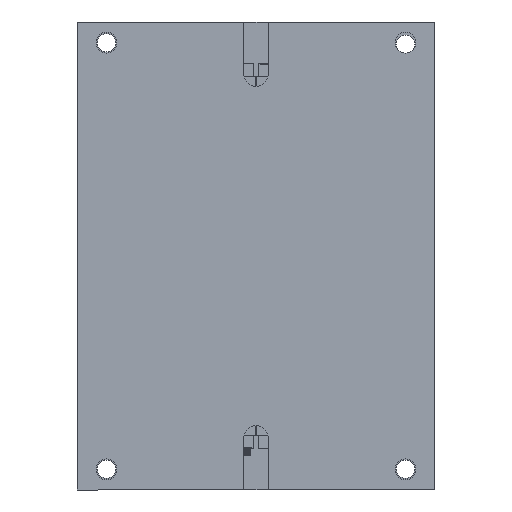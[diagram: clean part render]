
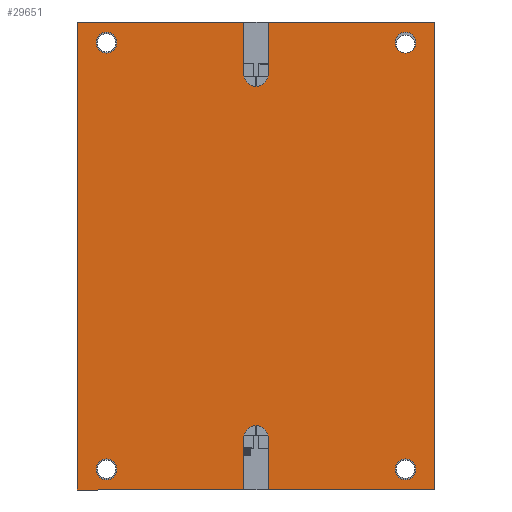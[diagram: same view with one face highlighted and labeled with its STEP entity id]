
A CAD part, front view. The second image highlights one B-rep face of the part: STEP entity #29651.
In plain terms, the highlighted face is planar.
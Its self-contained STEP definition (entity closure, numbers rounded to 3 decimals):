
#1879=FACE_BOUND('',#4153,.T.);
#1880=FACE_BOUND('',#4154,.T.);
#1881=FACE_BOUND('',#4155,.T.);
#1882=FACE_BOUND('',#4156,.T.);
#2089=CIRCLE('',#31406,1.5);
#2091=CIRCLE('',#31411,1.5);
#2093=CIRCLE('',#31418,1.25);
#2094=CIRCLE('',#31419,1.25);
#2095=CIRCLE('',#31420,1.25);
#2096=CIRCLE('',#31421,1.25);
#2604=FACE_OUTER_BOUND('',#4152,.T.);
#4152=EDGE_LOOP('',(#20124,#20125,#20126,#20127,#20128,#20129,#20130,#20131,
#20132,#20133,#20134,#20135));
#4153=EDGE_LOOP('',(#20136));
#4154=EDGE_LOOP('',(#20137));
#4155=EDGE_LOOP('',(#20138));
#4156=EDGE_LOOP('',(#20139));
#5900=LINE('',#42125,#9620);
#5904=LINE('',#42134,#9624);
#5908=LINE('',#42146,#9628);
#5912=LINE('',#42155,#9632);
#5918=LINE('',#42169,#9638);
#5919=LINE('',#42172,#9639);
#5924=LINE('',#42181,#9644);
#5925=LINE('',#42184,#9645);
#5928=LINE('',#42189,#9648);
#5929=LINE('',#42190,#9649);
#9620=VECTOR('',#33740,10.);
#9624=VECTOR('',#33746,10.);
#9628=VECTOR('',#33758,10.);
#9632=VECTOR('',#33764,10.);
#9638=VECTOR('',#33778,1.);
#9639=VECTOR('',#33781,1.);
#9644=VECTOR('',#33788,1.);
#9645=VECTOR('',#33791,1.);
#9648=VECTOR('',#33796,1.);
#9649=VECTOR('',#33797,1.);
#13340=VERTEX_POINT('',#42123);
#13341=VERTEX_POINT('',#42124);
#13344=VERTEX_POINT('',#42132);
#13345=VERTEX_POINT('',#42133);
#13348=VERTEX_POINT('',#42144);
#13349=VERTEX_POINT('',#42145);
#13352=VERTEX_POINT('',#42153);
#13353=VERTEX_POINT('',#42154);
#13357=VERTEX_POINT('',#42167);
#13358=VERTEX_POINT('',#42171);
#13361=VERTEX_POINT('',#42179);
#13362=VERTEX_POINT('',#42183);
#13364=VERTEX_POINT('',#42191);
#13365=VERTEX_POINT('',#42193);
#13366=VERTEX_POINT('',#42195);
#13367=VERTEX_POINT('',#42197);
#15990=EDGE_CURVE('',#13340,#13341,#5900,.T.);
#15994=EDGE_CURVE('',#13344,#13345,#5904,.T.);
#15998=EDGE_CURVE('',#13345,#13340,#2089,.T.);
#16000=EDGE_CURVE('',#13348,#13349,#5908,.T.);
#16004=EDGE_CURVE('',#13352,#13353,#5912,.T.);
#16008=EDGE_CURVE('',#13353,#13348,#2091,.T.);
#16012=EDGE_CURVE('',#13357,#13341,#5918,.T.);
#16013=EDGE_CURVE('',#13344,#13358,#5919,.T.);
#16018=EDGE_CURVE('',#13361,#13349,#5924,.T.);
#16019=EDGE_CURVE('',#13352,#13362,#5925,.T.);
#16022=EDGE_CURVE('',#13362,#13357,#5928,.T.);
#16023=EDGE_CURVE('',#13358,#13361,#5929,.T.);
#16024=EDGE_CURVE('',#13364,#13364,#2093,.T.);
#16025=EDGE_CURVE('',#13365,#13365,#2094,.T.);
#16026=EDGE_CURVE('',#13366,#13366,#2095,.T.);
#16027=EDGE_CURVE('',#13367,#13367,#2096,.T.);
#20124=ORIENTED_EDGE('',*,*,#15994,.T.);
#20125=ORIENTED_EDGE('',*,*,#15998,.T.);
#20126=ORIENTED_EDGE('',*,*,#15990,.T.);
#20127=ORIENTED_EDGE('',*,*,#16012,.F.);
#20128=ORIENTED_EDGE('',*,*,#16022,.F.);
#20129=ORIENTED_EDGE('',*,*,#16019,.F.);
#20130=ORIENTED_EDGE('',*,*,#16004,.T.);
#20131=ORIENTED_EDGE('',*,*,#16008,.T.);
#20132=ORIENTED_EDGE('',*,*,#16000,.T.);
#20133=ORIENTED_EDGE('',*,*,#16018,.F.);
#20134=ORIENTED_EDGE('',*,*,#16023,.F.);
#20135=ORIENTED_EDGE('',*,*,#16013,.F.);
#20136=ORIENTED_EDGE('',*,*,#16024,.F.);
#20137=ORIENTED_EDGE('',*,*,#16025,.F.);
#20138=ORIENTED_EDGE('',*,*,#16026,.F.);
#20139=ORIENTED_EDGE('',*,*,#16027,.F.);
#28280=PLANE('',#31417);
#29651=ADVANCED_FACE('',(#2604,#1879,#1880,#1881,#1882),#28280,.T.);
#31406=AXIS2_PLACEMENT_3D('',#42141,#33752,#33753);
#31411=AXIS2_PLACEMENT_3D('',#42162,#33770,#33771);
#31417=AXIS2_PLACEMENT_3D('',#42188,#33794,#33795);
#31418=AXIS2_PLACEMENT_3D('',#42192,#33798,#33799);
#31419=AXIS2_PLACEMENT_3D('',#42194,#33800,#33801);
#31420=AXIS2_PLACEMENT_3D('',#42196,#33802,#33803);
#31421=AXIS2_PLACEMENT_3D('',#42198,#33804,#33805);
#33740=DIRECTION('',(1.,0.,0.));
#33746=DIRECTION('',(-1.,0.,0.));
#33752=DIRECTION('center_axis',(0.,0.,1.));
#33753=DIRECTION('ref_axis',(0.,1.,0.));
#33758=DIRECTION('',(-1.,0.,0.));
#33764=DIRECTION('',(1.,0.,0.));
#33770=DIRECTION('center_axis',(0.,0.,1.));
#33771=DIRECTION('ref_axis',(0.,-1.,0.));
#33778=DIRECTION('',(0.,1.,0.));
#33781=DIRECTION('',(0.,1.,0.));
#33788=DIRECTION('',(0.,-1.,0.));
#33791=DIRECTION('',(0.,-1.,0.));
#33794=DIRECTION('center_axis',(0.,0.,-1.));
#33795=DIRECTION('ref_axis',(-1.,0.,0.));
#33796=DIRECTION('',(1.,0.,0.));
#33797=DIRECTION('',(-1.,0.,0.));
#33798=DIRECTION('center_axis',(0.,0.,-1.));
#33799=DIRECTION('ref_axis',(-1.,0.,0.));
#33800=DIRECTION('center_axis',(0.,0.,-1.));
#33801=DIRECTION('ref_axis',(-1.,0.,0.));
#33802=DIRECTION('center_axis',(0.,0.,-1.));
#33803=DIRECTION('ref_axis',(-1.,0.,0.));
#33804=DIRECTION('center_axis',(0.,0.,-1.));
#33805=DIRECTION('ref_axis',(-1.,0.,0.));
#42123=CARTESIAN_POINT('',(50.25,20.05,0.));
#42124=CARTESIAN_POINT('',(56.5,20.05,0.));
#42125=CARTESIAN_POINT('',(42.375,20.05,0.));
#42132=CARTESIAN_POINT('',(56.5,23.05,0.));
#42133=CARTESIAN_POINT('',(50.25,23.05,0.));
#42134=CARTESIAN_POINT('',(39.25,23.05,0.));
#42141=CARTESIAN_POINT('Origin',(50.25,21.55,0.));
#42144=CARTESIAN_POINT('',(6.25,23.05,0.));
#42145=CARTESIAN_POINT('',(0.,23.05,0.));
#42146=CARTESIAN_POINT('',(14.125,23.05,0.));
#42153=CARTESIAN_POINT('',(0.,20.05,0.));
#42154=CARTESIAN_POINT('',(6.25,20.05,0.));
#42155=CARTESIAN_POINT('',(17.25,20.05,0.));
#42162=CARTESIAN_POINT('Origin',(6.25,21.55,0.));
#42167=CARTESIAN_POINT('',(56.5,0.,0.));
#42169=CARTESIAN_POINT('',(56.5,21.55,0.));
#42171=CARTESIAN_POINT('',(56.5,43.1,0.));
#42172=CARTESIAN_POINT('',(56.5,21.55,0.));
#42179=CARTESIAN_POINT('',(0.,43.1,0.));
#42181=CARTESIAN_POINT('',(0.,21.55,0.));
#42183=CARTESIAN_POINT('',(0.,0.,0.));
#42184=CARTESIAN_POINT('',(0.,21.55,0.));
#42188=CARTESIAN_POINT('Origin',(28.25,21.55,0.));
#42189=CARTESIAN_POINT('',(28.25,0.,0.));
#42190=CARTESIAN_POINT('',(28.25,43.1,0.));
#42191=CARTESIAN_POINT('',(3.75,3.5,0.));
#42192=CARTESIAN_POINT('Origin',(2.5,3.5,0.));
#42193=CARTESIAN_POINT('',(3.75,39.6,0.));
#42194=CARTESIAN_POINT('Origin',(2.5,39.6,0.));
#42195=CARTESIAN_POINT('',(55.25,3.5,0.));
#42196=CARTESIAN_POINT('Origin',(54.,3.5,0.));
#42197=CARTESIAN_POINT('',(55.25,39.6,0.));
#42198=CARTESIAN_POINT('Origin',(54.,39.6,0.));
